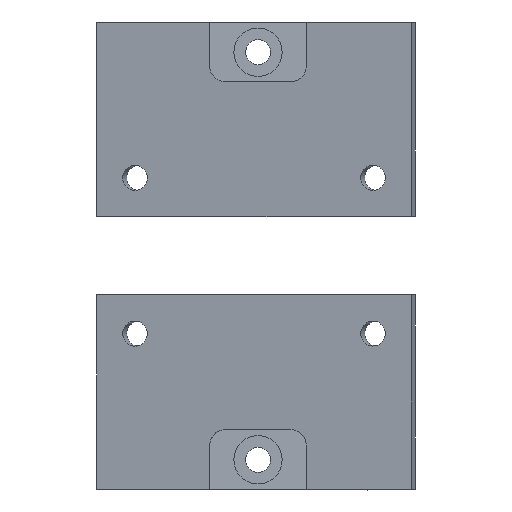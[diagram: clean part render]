
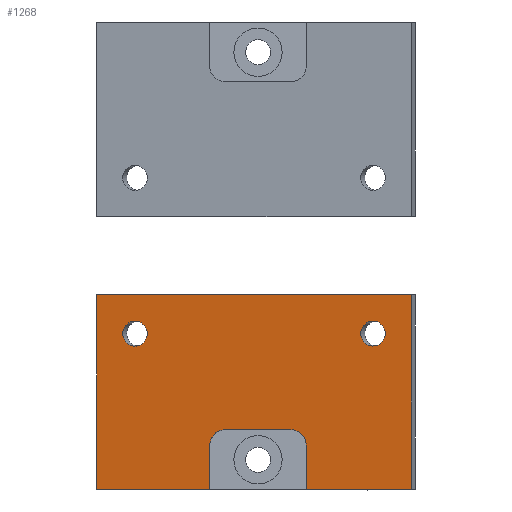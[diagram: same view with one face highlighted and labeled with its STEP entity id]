
A CAD part, top view. The second image highlights one B-rep face of the part: STEP entity #1268.
In plain terms, the highlighted planar face has unit normal (-0.174, 0, 0.985).
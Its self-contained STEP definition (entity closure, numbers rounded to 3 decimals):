
#44=FACE_BOUND('',#166,.T.);
#45=FACE_BOUND('',#167,.T.);
#61=ELLIPSE('',#1320,2.031,2.);
#62=ELLIPSE('',#1324,2.031,2.);
#94=FACE_OUTER_BOUND('',#165,.T.);
#165=EDGE_LOOP('',(#980,#981,#982,#983,#984,#985,#986,#987,#988,#989));
#166=EDGE_LOOP('',(#990));
#167=EDGE_LOOP('',(#991));
#235=CIRCLE('',#1353,1.6);
#236=CIRCLE('',#1355,1.6);
#279=LINE('',#1847,#417);
#281=LINE('',#1852,#419);
#285=LINE('',#1860,#423);
#291=LINE('',#1879,#429);
#301=LINE('',#1898,#439);
#315=LINE('',#1947,#453);
#317=LINE('',#1951,#455);
#319=LINE('',#1954,#457);
#417=VECTOR('',#1470,10.);
#419=VECTOR('',#1474,10.);
#423=VECTOR('',#1484,10.);
#429=VECTOR('',#1502,10.);
#439=VECTOR('',#1512,10.);
#453=VECTOR('',#1576,10.);
#455=VECTOR('',#1580,10.);
#457=VECTOR('',#1584,10.);
#558=VERTEX_POINT('',#1840);
#559=VERTEX_POINT('',#1841);
#560=VERTEX_POINT('',#1846);
#561=VERTEX_POINT('',#1850);
#562=VERTEX_POINT('',#1851);
#563=VERTEX_POINT('',#1856);
#570=VERTEX_POINT('',#1878);
#579=VERTEX_POINT('',#1896);
#587=VERTEX_POINT('',#1938);
#588=VERTEX_POINT('',#1942);
#589=VERTEX_POINT('',#1946);
#590=VERTEX_POINT('',#1950);
#680=EDGE_CURVE('',#558,#559,#61,.T.);
#683=EDGE_CURVE('',#559,#560,#279,.T.);
#685=EDGE_CURVE('',#561,#562,#281,.T.);
#688=EDGE_CURVE('',#562,#563,#62,.T.);
#690=EDGE_CURVE('',#563,#558,#285,.T.);
#700=EDGE_CURVE('',#561,#570,#291,.T.);
#710=EDGE_CURVE('',#579,#560,#301,.T.);
#729=EDGE_CURVE('',#587,#587,#235,.T.);
#731=EDGE_CURVE('',#588,#588,#236,.T.);
#733=EDGE_CURVE('',#589,#570,#315,.T.);
#735=EDGE_CURVE('',#590,#589,#317,.T.);
#737=EDGE_CURVE('',#590,#579,#319,.T.);
#980=ORIENTED_EDGE('',*,*,#683,.T.);
#981=ORIENTED_EDGE('',*,*,#710,.F.);
#982=ORIENTED_EDGE('',*,*,#737,.F.);
#983=ORIENTED_EDGE('',*,*,#735,.T.);
#984=ORIENTED_EDGE('',*,*,#733,.T.);
#985=ORIENTED_EDGE('',*,*,#700,.F.);
#986=ORIENTED_EDGE('',*,*,#685,.T.);
#987=ORIENTED_EDGE('',*,*,#688,.T.);
#988=ORIENTED_EDGE('',*,*,#690,.T.);
#989=ORIENTED_EDGE('',*,*,#680,.T.);
#990=ORIENTED_EDGE('',*,*,#731,.T.);
#991=ORIENTED_EDGE('',*,*,#729,.T.);
#1213=PLANE('',#1359);
#1268=ADVANCED_FACE('',(#94,#44,#45),#1213,.T.);
#1320=AXIS2_PLACEMENT_3D('',#1842,#1464,#1465);
#1324=AXIS2_PLACEMENT_3D('',#1857,#1479,#1480);
#1353=AXIS2_PLACEMENT_3D('',#1939,#1566,#1567);
#1355=AXIS2_PLACEMENT_3D('',#1943,#1571,#1572);
#1359=AXIS2_PLACEMENT_3D('',#1955,#1585,#1586);
#1464=DIRECTION('center_axis',(0.174,0.,-0.985));
#1465=DIRECTION('ref_axis',(0.985,0.,0.174));
#1470=DIRECTION('',(0.,-1.,0.));
#1474=DIRECTION('',(0.,1.,0.));
#1479=DIRECTION('center_axis',(0.174,0.,-0.985));
#1480=DIRECTION('ref_axis',(-0.985,0.,-0.174));
#1484=DIRECTION('',(0.985,0.,0.174));
#1502=DIRECTION('',(-0.985,0.,-0.174));
#1512=DIRECTION('',(-0.985,0.,-0.174));
#1566=DIRECTION('center_axis',(0.174,0.,-0.985));
#1567=DIRECTION('ref_axis',(0.985,0.,0.174));
#1571=DIRECTION('center_axis',(0.174,0.,-0.985));
#1572=DIRECTION('ref_axis',(0.985,0.,0.174));
#1576=DIRECTION('',(0.,-1.,0.));
#1580=DIRECTION('',(-0.985,0.,-0.174));
#1584=DIRECTION('',(0.,-1.,0.));
#1585=DIRECTION('center_axis',(-0.174,0.,0.985));
#1586=DIRECTION('ref_axis',(0.985,0.,0.174));
#1840=CARTESIAN_POINT('',(4.192,-12.333,34.544));
#1841=CARTESIAN_POINT('',(6.192,-14.333,34.897));
#1842=CARTESIAN_POINT('Origin',(4.192,-14.333,34.544));
#1846=CARTESIAN_POINT('',(6.192,-20.,34.897));
#1847=CARTESIAN_POINT('',(6.192,-10.,34.897));
#1850=CARTESIAN_POINT('',(-6.192,-20.,32.714));
#1851=CARTESIAN_POINT('',(-6.192,-14.333,32.714));
#1852=CARTESIAN_POINT('',(-6.192,-7.167,32.714));
#1856=CARTESIAN_POINT('',(-4.192,-12.333,33.066));
#1857=CARTESIAN_POINT('Origin',(-4.192,-14.333,33.066));
#1860=CARTESIAN_POINT('',(0.079,-12.333,33.819));
#1878=CARTESIAN_POINT('',(-20.725,-20.,30.151));
#1879=CARTESIAN_POINT('',(-20.725,-20.,30.151));
#1896=CARTESIAN_POINT('',(19.683,-20.,37.276));
#1898=CARTESIAN_POINT('',(-20.725,-20.,30.151));
#1938=CARTESIAN_POINT('',(-17.376,0.,30.741));
#1939=CARTESIAN_POINT('Origin',(-15.801,0.,31.019));
#1942=CARTESIAN_POINT('',(13.183,0.,36.13));
#1943=CARTESIAN_POINT('Origin',(14.759,0.,36.408));
#1946=CARTESIAN_POINT('',(-20.725,5.,30.151));
#1947=CARTESIAN_POINT('',(-20.725,5.,30.151));
#1950=CARTESIAN_POINT('',(19.683,5.,37.276));
#1951=CARTESIAN_POINT('',(-20.725,5.,30.151));
#1954=CARTESIAN_POINT('',(19.683,-5.,37.276));
#1955=CARTESIAN_POINT('Origin',(-0.521,0.,33.713));
